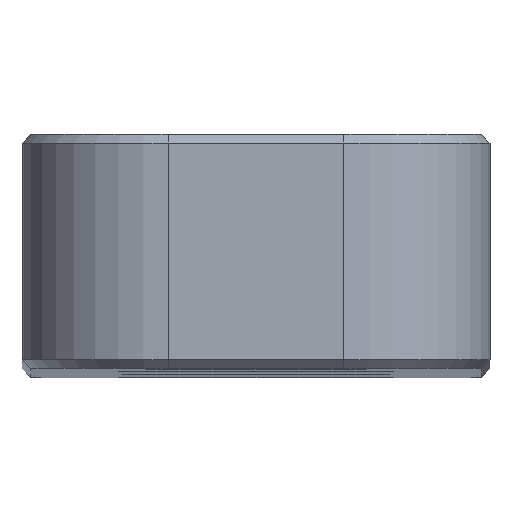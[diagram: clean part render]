
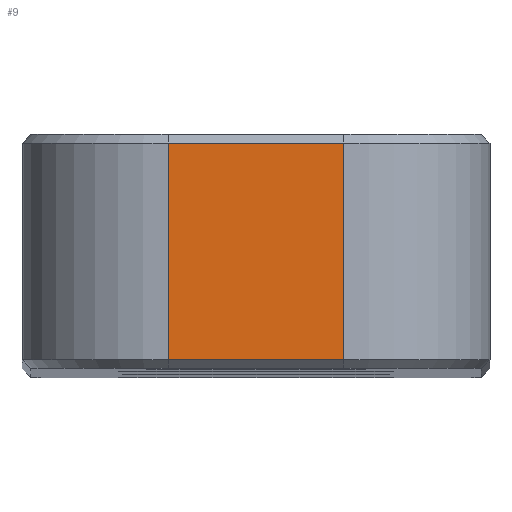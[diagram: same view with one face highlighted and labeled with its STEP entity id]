
A CAD part, top view. The second image highlights one B-rep face of the part: STEP entity #9.
In plain terms, the highlighted planar face has unit normal (0, 0, 1).
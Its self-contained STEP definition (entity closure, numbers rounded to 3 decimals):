
#9 = ADVANCED_FACE ( 'NONE', ( #2637 ), #2351, .F. ) ;
#58 = DIRECTION ( 'NONE',  ( 1., 0., 0. ) ) ;
#104 = VERTEX_POINT ( 'NONE', #885 ) ;
#215 = DIRECTION ( 'NONE',  ( 0., 1., 0. ) ) ;
#277 = CARTESIAN_POINT ( 'NONE',  ( -85.25, 7.7, 35. ) ) ;
#348 = EDGE_CURVE ( 'NONE', #104, #2475, #1553, .T. ) ;
#409 = LINE ( 'NONE', #3162, #2700 ) ;
#469 = CARTESIAN_POINT ( 'NONE',  ( -79.25, 0.3, 35. ) ) ;
#535 = AXIS2_PLACEMENT_3D ( 'NONE', #2336, #869, #662 ) ;
#662 = DIRECTION ( 'NONE',  ( -1., 0., 0. ) ) ;
#681 = ORIENTED_EDGE ( 'NONE', *, *, #702, .T. ) ;
#702 = EDGE_CURVE ( 'NONE', #1988, #2201, #2325, .T. ) ;
#755 = CARTESIAN_POINT ( 'NONE',  ( -85.25, 8., 35. ) ) ;
#869 = DIRECTION ( 'NONE',  ( 0., 0., -1. ) ) ;
#885 = CARTESIAN_POINT ( 'NONE',  ( -79.25, 7.7, 35. ) ) ;
#1468 = ORIENTED_EDGE ( 'NONE', *, *, #2794, .T. ) ;
#1471 = LINE ( 'NONE', #755, #1704 ) ;
#1532 = VECTOR ( 'NONE', #2318, 1000. ) ;
#1553 = LINE ( 'NONE', #277, #1532 ) ;
#1627 = CARTESIAN_POINT ( 'NONE',  ( -85.25, 0.3, 35. ) ) ;
#1704 = VECTOR ( 'NONE', #3018, 1000. ) ;
#1905 = EDGE_LOOP ( 'NONE', ( #1468, #681, #2184, #2717 ) ) ;
#1988 = VERTEX_POINT ( 'NONE', #1627 ) ;
#2184 = ORIENTED_EDGE ( 'NONE', *, *, #2615, .T. ) ;
#2201 = VERTEX_POINT ( 'NONE', #469 ) ;
#2318 = DIRECTION ( 'NONE',  ( -1., 0., 0. ) ) ;
#2325 = LINE ( 'NONE', #2340, #2368 ) ;
#2336 = CARTESIAN_POINT ( 'NONE',  ( -90.25, 8., 35. ) ) ;
#2340 = CARTESIAN_POINT ( 'NONE',  ( -90.25, 0.3, 35. ) ) ;
#2351 = PLANE ( 'NONE',  #535 ) ;
#2368 = VECTOR ( 'NONE', #58, 1000. ) ;
#2475 = VERTEX_POINT ( 'NONE', #3168 ) ;
#2615 = EDGE_CURVE ( 'NONE', #2201, #104, #409, .T. ) ;
#2637 = FACE_OUTER_BOUND ( 'NONE', #1905, .T. ) ;
#2700 = VECTOR ( 'NONE', #215, 1000. ) ;
#2717 = ORIENTED_EDGE ( 'NONE', *, *, #348, .T. ) ;
#2794 = EDGE_CURVE ( 'NONE', #2475, #1988, #1471, .T. ) ;
#3018 = DIRECTION ( 'NONE',  ( 0., -1., 0. ) ) ;
#3162 = CARTESIAN_POINT ( 'NONE',  ( -79.25, 8., 35. ) ) ;
#3168 = CARTESIAN_POINT ( 'NONE',  ( -85.25, 7.7, 35. ) ) ;
